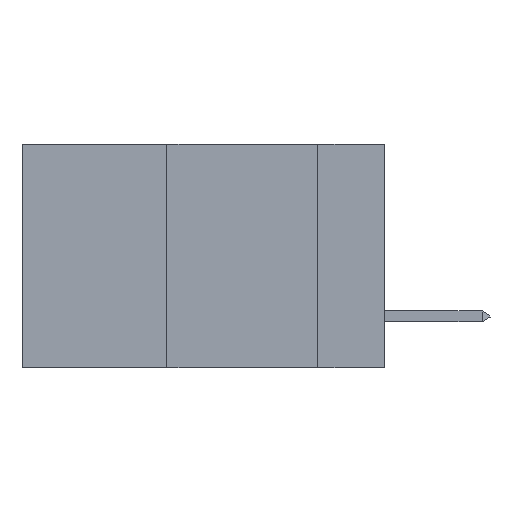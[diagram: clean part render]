
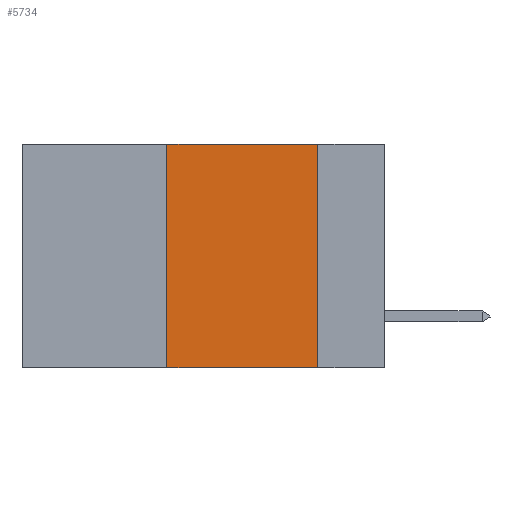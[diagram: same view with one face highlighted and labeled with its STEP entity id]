
A CAD part, left-side view. The second image highlights one B-rep face of the part: STEP entity #5734.
In plain terms, the highlighted planar face has unit normal (-1, 0, 0).
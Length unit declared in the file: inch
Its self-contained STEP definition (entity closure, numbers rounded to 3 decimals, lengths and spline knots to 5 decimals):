
#991 = VECTOR ( 'NONE', #4988, 39.37008 ) ;
#1099 = CARTESIAN_POINT ( 'NONE',  ( 0., 0.6, 0. ) ) ;
#1529 = CARTESIAN_POINT ( 'NONE',  ( 0., 0.6, 0. ) ) ;
#2374 = VERTEX_POINT ( 'NONE', #4025 ) ;
#2982 = AXIS2_PLACEMENT_3D ( 'NONE', #1099, #7559, #12106 ) ;
#4025 = CARTESIAN_POINT ( 'NONE',  ( 0., 0.11, -0.37 ) ) ;
#4420 = VECTOR ( 'NONE', #17744, 39.37008 ) ;
#4430 = CARTESIAN_POINT ( 'NONE',  ( 0., 0.36, 0. ) ) ;
#4640 = DIRECTION ( 'NONE',  ( 0., -1., 0. ) ) ;
#4913 = CARTESIAN_POINT ( 'NONE',  ( 0., 0.11, 0. ) ) ;
#4957 = EDGE_CURVE ( 'NONE', #15415, #11566, #18487, .T. ) ;
#4988 = DIRECTION ( 'NONE',  ( 0., 0., -1. ) ) ;
#5734 = ADVANCED_FACE ( 'NONE', ( #6562 ), #7217, .F. ) ;
#6519 = VECTOR ( 'NONE', #15798, 39.37008 ) ;
#6562 = FACE_OUTER_BOUND ( 'NONE', #18354, .T. ) ;
#6761 = EDGE_CURVE ( 'NONE', #11566, #2374, #11246, .T. ) ;
#7217 = PLANE ( 'NONE',  #2982 ) ;
#7271 = CARTESIAN_POINT ( 'NONE',  ( 0., 0.11, 0. ) ) ;
#7559 = DIRECTION ( 'NONE',  ( 1., 0., 0. ) ) ;
#8169 = LINE ( 'NONE', #14285, #4420 ) ;
#9545 = EDGE_CURVE ( 'NONE', #16480, #2374, #8169, .T. ) ;
#10704 = ORIENTED_EDGE ( 'NONE', *, *, #20286, .F. ) ;
#10756 = ORIENTED_EDGE ( 'NONE', *, *, #9545, .T. ) ;
#11246 = LINE ( 'NONE', #4913, #991 ) ;
#11566 = VERTEX_POINT ( 'NONE', #7271 ) ;
#12106 = DIRECTION ( 'NONE',  ( 0., 0., -1. ) ) ;
#13266 = CARTESIAN_POINT ( 'NONE',  ( 0., 0.36, -0.37 ) ) ;
#13468 = VECTOR ( 'NONE', #4640, 39.37008 ) ;
#14285 = CARTESIAN_POINT ( 'NONE',  ( 0., 0.6, -0.37 ) ) ;
#15415 = VERTEX_POINT ( 'NONE', #20173 ) ;
#15798 = DIRECTION ( 'NONE',  ( 0., 0., 1. ) ) ;
#16480 = VERTEX_POINT ( 'NONE', #13266 ) ;
#17207 = ORIENTED_EDGE ( 'NONE', *, *, #4957, .F. ) ;
#17744 = DIRECTION ( 'NONE',  ( 0., -1., 0. ) ) ;
#18286 = LINE ( 'NONE', #4430, #6519 ) ;
#18354 = EDGE_LOOP ( 'NONE', ( #18376, #17207, #10704, #10756 ) ) ;
#18376 = ORIENTED_EDGE ( 'NONE', *, *, #6761, .F. ) ;
#18487 = LINE ( 'NONE', #1529, #13468 ) ;
#20173 = CARTESIAN_POINT ( 'NONE',  ( 0., 0.36, 0. ) ) ;
#20286 = EDGE_CURVE ( 'NONE', #16480, #15415, #18286, .T. ) ;
